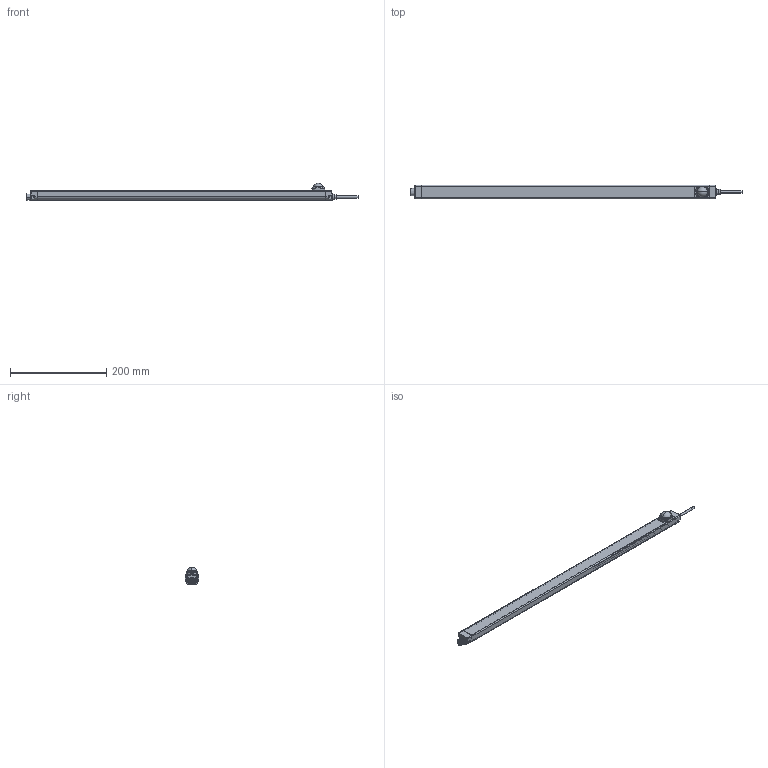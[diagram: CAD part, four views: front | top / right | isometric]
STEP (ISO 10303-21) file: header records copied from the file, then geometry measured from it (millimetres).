
FILE_DESCRIPTION((''),'2;1');
FILE_NAME('186390_ASM','2015-03-04T',('PDMAdmin'),(''),'PRO/ENGINEER BY PARAMETRIC TECHNOLOGY CORPORATION, 2013230','PRO/ENGINEER BY PARAMETRIC TECHNOLOGY CORPORATION, 2013230','');
FILE_SCHEMA(('CONFIG_CONTROL_DESIGN'));
Length unit declared in the file: inch
Products named in the file (23): 156983_AF0; 157060_ASM; 139151_598MM; 183973; VZWLLD; 153776; 153167; CABLE_190; 153169; 114466; 153080_AF0; 145997_HSG; 306-00249_AF0; 306-00249_AF1; 306-00249_AF2; 306-00249_AF3; 307-00176; 145997_AF0_ASM; 154144; 154145; 134569_AF0; 154111_ASM; 186390_ASM
Assembly tree (26 placements, depth 4):
  186390_ASM
    157060_ASM
      156983_AF0
    139151_598MM  x2
    183973
    VZWLLD
    153776
    153167
    CABLE_190
    153169
    114466  x4
    154111_ASM
      153080_AF0
      145997_AF0_ASM
        145997_HSG
        306-00249_AF0
        306-00249_AF1
        306-00249_AF2
        306-00249_AF3
        307-00176
      154144
      154145
      134569_AF0
Bounding box: 688.5 x 28 x 35.86 mm (x, y, z)
Volume: 147657.5 mm3; surface area: 172305.9 mm2
Topology: 23 solids, 27 shells, 2141 faces, 5637 edges, 3571 vertices
Faces by surface type: plane 777, cylinder 721, bspline 281, cone 181, torus 165, sphere 16
Entity records: 70460 total; most frequent: CARTESIAN_POINT 31525, ORIENTED_EDGE 8360, DIRECTION 7770, EDGE_CURVE 4188, AXIS2_PLACEMENT_3D 2965, VERTEX_POINT 2624, VECTOR 1840, LINE 1840
